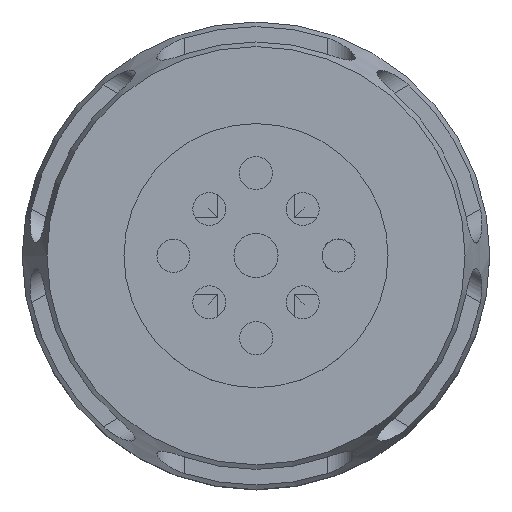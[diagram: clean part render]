
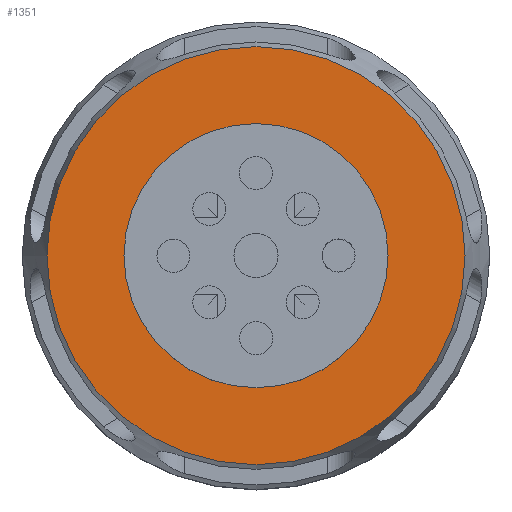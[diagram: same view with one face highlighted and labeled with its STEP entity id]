
A CAD part, top view. The second image highlights one B-rep face of the part: STEP entity #1351.
In plain terms, the highlighted planar face has unit normal (0, 0, 1).
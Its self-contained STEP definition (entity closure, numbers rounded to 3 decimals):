
#47=FACE_BOUND('',#294,.T.);
#203=FACE_OUTER_BOUND('',#293,.T.);
#293=EDGE_LOOP('',(#1255,#1256));
#294=EDGE_LOOP('',(#1257));
#364=CIRCLE('',#1474,19.);
#367=CIRCLE('',#1477,19.);
#380=CIRCLE('',#1510,12.);
#636=VERTEX_POINT('',#2587);
#637=VERTEX_POINT('',#2588);
#657=VERTEX_POINT('',#2777);
#820=EDGE_CURVE('',#636,#637,#364,.T.);
#824=EDGE_CURVE('',#637,#636,#367,.T.);
#860=EDGE_CURVE('',#657,#657,#380,.T.);
#1255=ORIENTED_EDGE('',*,*,#820,.F.);
#1256=ORIENTED_EDGE('',*,*,#824,.F.);
#1257=ORIENTED_EDGE('',*,*,#860,.T.);
#1293=PLANE('',#1512);
#1351=ADVANCED_FACE('',(#203,#47),#1293,.F.);
#1474=AXIS2_PLACEMENT_3D('',#2589,#1783,#1784);
#1477=AXIS2_PLACEMENT_3D('',#2595,#1790,#1791);
#1510=AXIS2_PLACEMENT_3D('',#2779,#1867,#1868);
#1512=AXIS2_PLACEMENT_3D('',#2781,#1871,#1872);
#1783=DIRECTION('center_axis',(0.,0.,-1.));
#1784=DIRECTION('ref_axis',(1.,0.,0.));
#1790=DIRECTION('center_axis',(0.,0.,-1.));
#1791=DIRECTION('ref_axis',(1.,0.,0.));
#1867=DIRECTION('center_axis',(0.,0.,-1.));
#1868=DIRECTION('ref_axis',(-1.,0.,0.));
#1871=DIRECTION('center_axis',(0.,0.,-1.));
#1872=DIRECTION('ref_axis',(-1.,0.,0.));
#2587=CARTESIAN_POINT('',(19.,0.,40.05));
#2588=CARTESIAN_POINT('',(-19.,0.,40.05));
#2589=CARTESIAN_POINT('Origin',(0.,0.,40.05));
#2595=CARTESIAN_POINT('Origin',(0.,0.,40.05));
#2777=CARTESIAN_POINT('',(12.,0.,40.05));
#2779=CARTESIAN_POINT('Origin',(0.,0.,40.05));
#2781=CARTESIAN_POINT('Origin',(0.,0.,40.05));
